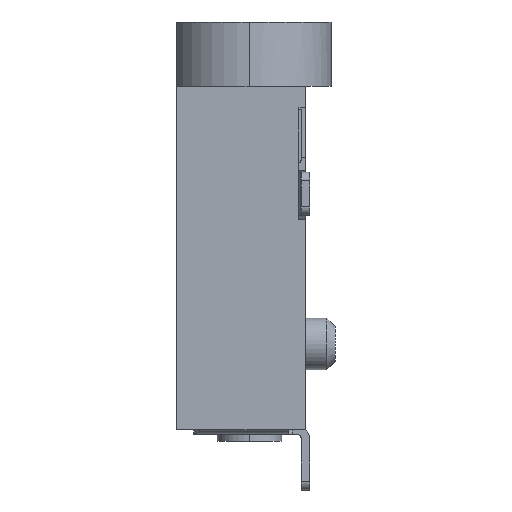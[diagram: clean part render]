
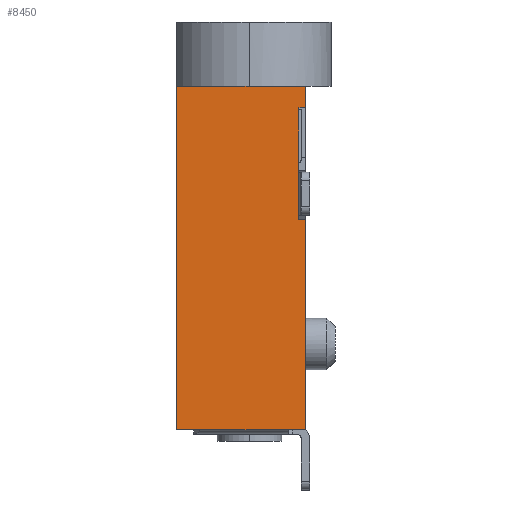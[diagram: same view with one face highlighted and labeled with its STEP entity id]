
A CAD part, left-side view. The second image highlights one B-rep face of the part: STEP entity #8450.
In plain terms, the highlighted planar face has unit normal (-1, 0, 0).
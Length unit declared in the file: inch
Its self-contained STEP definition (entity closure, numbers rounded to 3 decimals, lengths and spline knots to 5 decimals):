
#20 = VECTOR ( 'NONE', #6971, 39.37008 ) ;
#54 = VECTOR ( 'NONE', #3707, 39.37008 ) ;
#144 = CARTESIAN_POINT ( 'NONE',  ( -0.09843, 0., -0.12205 ) ) ;
#162 = ORIENTED_EDGE ( 'NONE', *, *, #7786, .F. ) ;
#467 = ORIENTED_EDGE ( 'NONE', *, *, #10189, .T. ) ;
#799 = VERTEX_POINT ( 'NONE', #9067 ) ;
#935 = EDGE_CURVE ( 'NONE', #8681, #10275, #7054, .T. ) ;
#1294 = DIRECTION ( 'NONE',  ( 0., 0., 1. ) ) ;
#1398 = VERTEX_POINT ( 'NONE', #144 ) ;
#2081 = DIRECTION ( 'NONE',  ( 0., -1., 0. ) ) ;
#2106 = CARTESIAN_POINT ( 'NONE',  ( -0.09843, 0.11811, 0. ) ) ;
#2196 = ORIENTED_EDGE ( 'NONE', *, *, #8893, .T. ) ;
#2457 = DIRECTION ( 'NONE',  ( 0., -1., 0. ) ) ;
#2495 = CARTESIAN_POINT ( 'NONE',  ( -0.09843, 0.00591, -0.01969 ) ) ;
#2498 = CARTESIAN_POINT ( 'NONE',  ( -0.09843, 0., -0.31496 ) ) ;
#2757 = LINE ( 'NONE', #2874, #7335 ) ;
#2874 = CARTESIAN_POINT ( 'NONE',  ( -0.09843, 0., -0.31496 ) ) ;
#3003 = CARTESIAN_POINT ( 'NONE',  ( -0.09843, 0.00591, -0.01969 ) ) ;
#3074 = ORIENTED_EDGE ( 'NONE', *, *, #4295, .F. ) ;
#3655 = AXIS2_PLACEMENT_3D ( 'NONE', #4578, #9450, #4421 ) ;
#3698 = EDGE_CURVE ( 'NONE', #3814, #799, #4785, .T. ) ;
#3707 = DIRECTION ( 'NONE',  ( 0., -1., 0. ) ) ;
#3814 = VERTEX_POINT ( 'NONE', #2495 ) ;
#4189 = LINE ( 'NONE', #9811, #7803 ) ;
#4295 = EDGE_CURVE ( 'NONE', #799, #1398, #9586, .T. ) ;
#4411 = CARTESIAN_POINT ( 'NONE',  ( -0.09843, 0.11811, -0.31496 ) ) ;
#4421 = DIRECTION ( 'NONE',  ( 0., 0., 1. ) ) ;
#4440 = CARTESIAN_POINT ( 'NONE',  ( -0.09843, 0.11811, -0.31496 ) ) ;
#4578 = CARTESIAN_POINT ( 'NONE',  ( -0.09843, 0., -0.31496 ) ) ;
#4648 = CARTESIAN_POINT ( 'NONE',  ( -0.09843, 0., -0.31496 ) ) ;
#4785 = LINE ( 'NONE', #3003, #8411 ) ;
#5353 = CARTESIAN_POINT ( 'NONE',  ( -0.09843, 0., -0.01969 ) ) ;
#5380 = DIRECTION ( 'NONE',  ( 0., 0., -1. ) ) ;
#5397 = FACE_OUTER_BOUND ( 'NONE', #9289, .T. ) ;
#5927 = VERTEX_POINT ( 'NONE', #2498 ) ;
#6025 = ORIENTED_EDGE ( 'NONE', *, *, #3698, .F. ) ;
#6106 = ORIENTED_EDGE ( 'NONE', *, *, #935, .T. ) ;
#6192 = CARTESIAN_POINT ( 'NONE',  ( -0.09843, 0., -0.31496 ) ) ;
#6323 = CARTESIAN_POINT ( 'NONE',  ( -0.09843, 0., 0. ) ) ;
#6666 = VERTEX_POINT ( 'NONE', #4440 ) ;
#6755 = VERTEX_POINT ( 'NONE', #2106 ) ;
#6817 = PLANE ( 'NONE',  #3655 ) ;
#6866 = LINE ( 'NONE', #10088, #7632 ) ;
#6949 = VECTOR ( 'NONE', #1294, 39.37008 ) ;
#6951 = DIRECTION ( 'NONE',  ( 0., 0., 1. ) ) ;
#6971 = DIRECTION ( 'NONE',  ( 0., 0., 1. ) ) ;
#7020 = DIRECTION ( 'NONE',  ( 0., -1., 0. ) ) ;
#7054 = LINE ( 'NONE', #4648, #6949 ) ;
#7335 = VECTOR ( 'NONE', #6951, 39.37008 ) ;
#7632 = VECTOR ( 'NONE', #2081, 39.37008 ) ;
#7738 = LINE ( 'NONE', #4411, #20 ) ;
#7786 = EDGE_CURVE ( 'NONE', #6666, #6755, #7738, .T. ) ;
#7803 = VECTOR ( 'NONE', #2457, 39.37008 ) ;
#7804 = LINE ( 'NONE', #6192, #54 ) ;
#7949 = CARTESIAN_POINT ( 'NONE',  ( -0.09843, 0.00591, -0.12205 ) ) ;
#8411 = VECTOR ( 'NONE', #5380, 39.37008 ) ;
#8437 = VECTOR ( 'NONE', #7020, 39.37008 ) ;
#8450 = ADVANCED_FACE ( 'NONE', ( #5397 ), #6817, .T. ) ;
#8681 = VERTEX_POINT ( 'NONE', #5353 ) ;
#8842 = EDGE_CURVE ( 'NONE', #6755, #10275, #6866, .T. ) ;
#8893 = EDGE_CURVE ( 'NONE', #6666, #5927, #7804, .T. ) ;
#9004 = ORIENTED_EDGE ( 'NONE', *, *, #9117, .T. ) ;
#9067 = CARTESIAN_POINT ( 'NONE',  ( -0.09843, 0.00591, -0.12205 ) ) ;
#9117 = EDGE_CURVE ( 'NONE', #3814, #8681, #4189, .T. ) ;
#9289 = EDGE_LOOP ( 'NONE', ( #3074, #6025, #9004, #6106, #10210, #162, #2196, #467 ) ) ;
#9450 = DIRECTION ( 'NONE',  ( -1., 0., 0. ) ) ;
#9586 = LINE ( 'NONE', #7949, #8437 ) ;
#9811 = CARTESIAN_POINT ( 'NONE',  ( -0.09843, 0.00591, -0.01969 ) ) ;
#10088 = CARTESIAN_POINT ( 'NONE',  ( -0.09843, 0., 0. ) ) ;
#10189 = EDGE_CURVE ( 'NONE', #5927, #1398, #2757, .T. ) ;
#10210 = ORIENTED_EDGE ( 'NONE', *, *, #8842, .F. ) ;
#10275 = VERTEX_POINT ( 'NONE', #6323 ) ;
